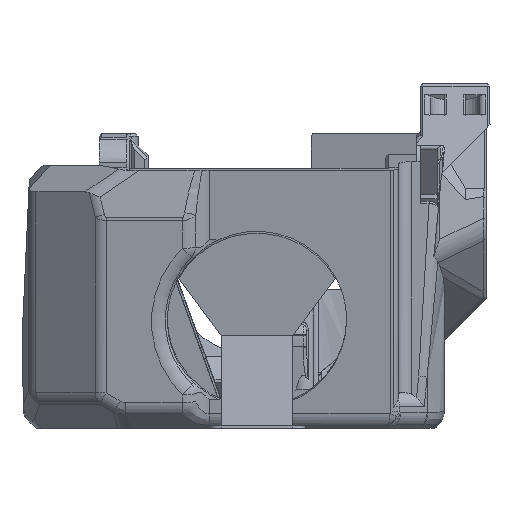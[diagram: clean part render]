
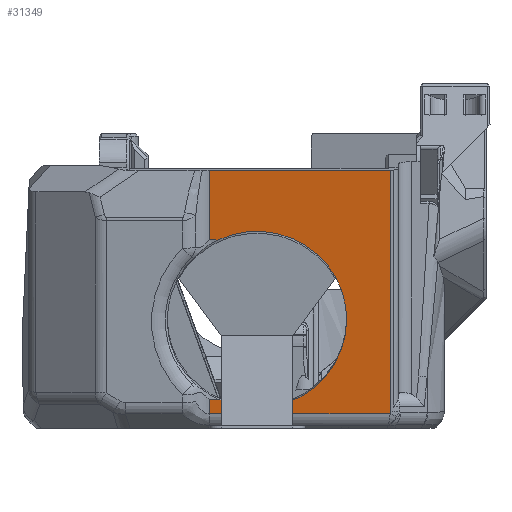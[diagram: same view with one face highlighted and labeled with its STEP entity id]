
A CAD part, left-side view. The second image highlights one B-rep face of the part: STEP entity #31349.
In plain terms, the highlighted planar face has unit normal (-0.985, 0, -0.174).
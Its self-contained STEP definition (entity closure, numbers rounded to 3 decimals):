
#1118=B_SPLINE_CURVE_WITH_KNOTS('',3,(#49315,#49316,#49317,#49318),
 .UNSPECIFIED.,.F.,.F.,(4,4),(0.,0.001),.UNSPECIFIED.);
#1125=B_SPLINE_CURVE_WITH_KNOTS('',3,(#49460,#49461,#49462,#49463),
 .UNSPECIFIED.,.F.,.F.,(4,4),(0.,0.001),.UNSPECIFIED.);
#1912=ELLIPSE('',#33775,1.92,1.);
#2353=CIRCLE('',#33776,14.);
#5716=ORIENTED_EDGE('',*,*,#14174,.T.);
#5717=ORIENTED_EDGE('',*,*,#14237,.T.);
#5718=ORIENTED_EDGE('',*,*,#14235,.F.);
#5719=ORIENTED_EDGE('',*,*,#14238,.F.);
#5720=ORIENTED_EDGE('',*,*,#14239,.T.);
#5721=ORIENTED_EDGE('',*,*,#14240,.T.);
#5722=ORIENTED_EDGE('',*,*,#14241,.T.);
#5723=ORIENTED_EDGE('',*,*,#14177,.T.);
#5724=ORIENTED_EDGE('',*,*,#14175,.T.);
#14174=EDGE_CURVE('',#18420,#18492,#21251,.T.);
#14175=EDGE_CURVE('',#18493,#18420,#21252,.F.);
#14177=EDGE_CURVE('',#18494,#18493,#1118,.T.);
#14235=EDGE_CURVE('',#18533,#18534,#21295,.F.);
#14237=EDGE_CURVE('',#18492,#18534,#1912,.F.);
#14238=EDGE_CURVE('',#18535,#18533,#21296,.T.);
#14239=EDGE_CURVE('',#18535,#18536,#21297,.F.);
#14240=EDGE_CURVE('',#18536,#18537,#1125,.F.);
#14241=EDGE_CURVE('',#18537,#18494,#2353,.T.);
#18420=VERTEX_POINT('',#49025);
#18492=VERTEX_POINT('',#49282);
#18493=VERTEX_POINT('',#49286);
#18494=VERTEX_POINT('',#49319);
#18533=VERTEX_POINT('',#49450);
#18534=VERTEX_POINT('',#49452);
#18535=VERTEX_POINT('',#49457);
#18536=VERTEX_POINT('',#49459);
#18537=VERTEX_POINT('',#49464);
#21251=LINE('',#49283,#24124);
#21252=LINE('',#49285,#24125);
#21295=LINE('',#49451,#24168);
#21296=LINE('',#49456,#24169);
#21297=LINE('',#49458,#24170);
#24124=VECTOR('',#38302,1000.);
#24125=VECTOR('',#38305,1000.);
#24168=VECTOR('',#38396,1000.);
#24169=VECTOR('',#38403,1000.);
#24170=VECTOR('',#38404,1000.);
#26398=EDGE_LOOP('',(#5716,#5717,#5718,#5719,#5720,#5721,#5722,#5723,#5724));
#28363=FACE_BOUND('',#26398,.T.);
#30074=PLANE('',#33774);
#31349=ADVANCED_FACE('',(#28363),#30074,.F.);
#33774=AXIS2_PLACEMENT_3D('',#49454,#38399,#38400);
#33775=AXIS2_PLACEMENT_3D('',#49455,#38401,#38402);
#33776=AXIS2_PLACEMENT_3D('',#49465,#38405,#38406);
#38302=DIRECTION('',(0.,-1.,0.));
#38305=DIRECTION('',(-0.174,0.,0.985));
#38396=DIRECTION('',(-0.174,0.,0.985));
#38399=DIRECTION('',(0.985,0.,0.174));
#38400=DIRECTION('',(-0.174,0.,0.985));
#38401=DIRECTION('',(0.985,0.,0.174));
#38402=DIRECTION('',(0.126,-0.686,-0.716));
#38403=DIRECTION('',(0.,-1.,0.));
#38404=DIRECTION('',(-0.174,0.,0.985));
#38405=DIRECTION('',(0.985,0.,0.174));
#38406=DIRECTION('',(-0.174,0.,0.985));
#49025=CARTESIAN_POINT('',(-27.864,12.27,2.262));
#49282=CARTESIAN_POINT('',(-27.864,-15.951,2.262));
#49283=CARTESIAN_POINT('',(-27.864,-14.655,2.262));
#49285=CARTESIAN_POINT('',(-31.185,12.27,21.099));
#49286=CARTESIAN_POINT('',(-28.255,12.27,4.482));
#49315=CARTESIAN_POINT('',(-28.27,10.952,4.562));
#49316=CARTESIAN_POINT('',(-28.27,11.393,4.564));
#49317=CARTESIAN_POINT('',(-28.265,11.833,4.537));
#49318=CARTESIAN_POINT('',(-28.255,12.27,4.482));
#49319=CARTESIAN_POINT('',(-28.27,10.952,4.562));
#49450=CARTESIAN_POINT('',(-34.572,-16.002,40.304));
#49451=CARTESIAN_POINT('',(-7.663,-16.002,-112.301));
#49452=CARTESIAN_POINT('',(-27.916,-16.002,2.558));
#49454=CARTESIAN_POINT('',(-31.185,24.853,21.099));
#49455=CARTESIAN_POINT('',(-28.071,-14.497,3.435));
#49456=CARTESIAN_POINT('',(-34.572,24.853,40.304));
#49457=CARTESIAN_POINT('',(-34.572,12.27,40.304));
#49458=CARTESIAN_POINT('',(-31.185,12.27,21.099));
#49459=CARTESIAN_POINT('',(-32.66,12.27,29.463));
#49460=CARTESIAN_POINT('',(-32.646,10.952,29.383));
#49461=CARTESIAN_POINT('',(-32.646,11.393,29.381));
#49462=CARTESIAN_POINT('',(-32.651,11.833,29.409));
#49463=CARTESIAN_POINT('',(-32.66,12.27,29.463));
#49464=CARTESIAN_POINT('',(-32.646,10.952,29.383));
#49465=CARTESIAN_POINT('',(-30.458,4.853,16.973));
